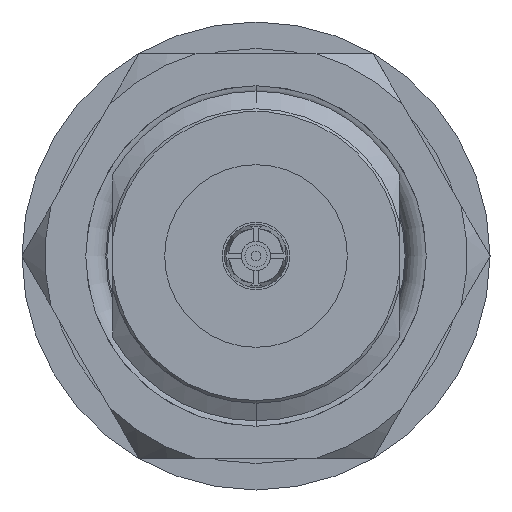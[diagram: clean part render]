
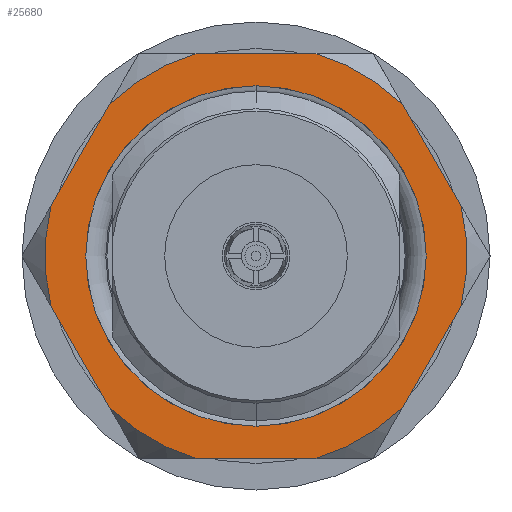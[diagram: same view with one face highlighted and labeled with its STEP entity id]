
A CAD part, left-side view. The second image highlights one B-rep face of the part: STEP entity #25680.
In plain terms, the highlighted face is planar.
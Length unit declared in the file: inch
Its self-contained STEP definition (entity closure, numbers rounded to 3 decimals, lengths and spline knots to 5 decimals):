
#98 = AXIS2_PLACEMENT_3D ( 'NONE', #15073, #8821, #4375 ) ;
#148 = VECTOR ( 'NONE', #11077, 39.37008 ) ;
#164 = VERTEX_POINT ( 'NONE', #10525 ) ;
#260 = DIRECTION ( 'NONE',  ( -0.5, 0., 0.866 ) ) ;
#388 = CARTESIAN_POINT ( 'NONE',  ( 0.10913, 0.061, -0.375 ) ) ;
#484 = CIRCLE ( 'NONE', #27248, 0.39056 ) ;
#1060 = LINE ( 'NONE', #22292, #7815 ) ;
#2432 = VERTEX_POINT ( 'NONE', #24060 ) ;
#3172 = AXIS2_PLACEMENT_3D ( 'NONE', #4654, #6859, #18096 ) ;
#3222 = EDGE_CURVE ( 'NONE', #7341, #15429, #20241, .T. ) ;
#3270 = DIRECTION ( 'NONE',  ( 0., 0., -1. ) ) ;
#3440 = VERTEX_POINT ( 'NONE', #10558 ) ;
#3730 = DIRECTION ( 'NONE',  ( -0.5, 0., 0.866 ) ) ;
#3737 = DIRECTION ( 'NONE',  ( 0., 0., -1. ) ) ;
#4133 = CARTESIAN_POINT ( 'NONE',  ( 0.21651, 0.061, -0.375 ) ) ;
#4375 = DIRECTION ( 'NONE',  ( 0., 0., -1. ) ) ;
#4409 = CIRCLE ( 'NONE', #9418, 0.39056 ) ;
#4651 = VECTOR ( 'NONE', #4788, 39.37008 ) ;
#4654 = CARTESIAN_POINT ( 'NONE',  ( 0., 0.061, 0. ) ) ;
#4699 = CARTESIAN_POINT ( 'NONE',  ( -0.21651, 0.061, -0.375 ) ) ;
#4788 = DIRECTION ( 'NONE',  ( 0.5, 0., 0.866 ) ) ;
#5244 = EDGE_CURVE ( 'NONE', #9343, #19360, #1060, .T. ) ;
#6012 = CARTESIAN_POINT ( 'NONE',  ( 0., 0.061, 0. ) ) ;
#6054 = DIRECTION ( 'NONE',  ( 0.5, 0., 0.866 ) ) ;
#6095 = AXIS2_PLACEMENT_3D ( 'NONE', #14254, #16446, #3270 ) ;
#6452 = DIRECTION ( 'NONE',  ( 0., 1., 0. ) ) ;
#6588 = EDGE_CURVE ( 'NONE', #164, #3440, #14612, .T. ) ;
#6629 = CIRCLE ( 'NONE', #14345, 0.315 ) ;
#6701 = CARTESIAN_POINT ( 'NONE',  ( -0.10913, 0.061, 0.375 ) ) ;
#6859 = DIRECTION ( 'NONE',  ( 0., -1., 0. ) ) ;
#6928 = FACE_OUTER_BOUND ( 'NONE', #14293, .T. ) ;
#7341 = VERTEX_POINT ( 'NONE', #16153 ) ;
#7375 = DIRECTION ( 'NONE',  ( 0., 1., 0. ) ) ;
#7443 = DIRECTION ( 'NONE',  ( 0., 1., 0. ) ) ;
#7599 = ORIENTED_EDGE ( 'NONE', *, *, #8158, .F. ) ;
#7780 = DIRECTION ( 'NONE',  ( 0., -1., 0. ) ) ;
#7815 = VECTOR ( 'NONE', #9014, 39.37008 ) ;
#8009 = CARTESIAN_POINT ( 'NONE',  ( 0., 0.061, 0. ) ) ;
#8158 = EDGE_CURVE ( 'NONE', #22780, #19708, #14440, .T. ) ;
#8405 = LINE ( 'NONE', #12877, #9404 ) ;
#8821 = DIRECTION ( 'NONE',  ( 0., -1., 0. ) ) ;
#8974 = LINE ( 'NONE', #4699, #148 ) ;
#9014 = DIRECTION ( 'NONE',  ( -1., 0., 0. ) ) ;
#9343 = VERTEX_POINT ( 'NONE', #23912 ) ;
#9404 = VECTOR ( 'NONE', #260, 39.37008 ) ;
#9418 = AXIS2_PLACEMENT_3D ( 'NONE', #8009, #17113, #3737 ) ;
#9422 = CARTESIAN_POINT ( 'NONE',  ( 0., 0.061, 0. ) ) ;
#9793 = EDGE_CURVE ( 'NONE', #12906, #12959, #4409, .T. ) ;
#9986 = VECTOR ( 'NONE', #3730, 39.37008 ) ;
#10141 = ORIENTED_EDGE ( 'NONE', *, *, #5244, .F. ) ;
#10468 = CIRCLE ( 'NONE', #16879, 0.39056 ) ;
#10525 = CARTESIAN_POINT ( 'NONE',  ( -0.2702, 0.061, -0.28201 ) ) ;
#10558 = CARTESIAN_POINT ( 'NONE',  ( -0.10913, 0.061, -0.375 ) ) ;
#10824 = ORIENTED_EDGE ( 'NONE', *, *, #16598, .F. ) ;
#11077 = DIRECTION ( 'NONE',  ( 1., 0., 0. ) ) ;
#11203 = PLANE ( 'NONE',  #22978 ) ;
#11312 = DIRECTION ( 'NONE',  ( 0., 0., -1. ) ) ;
#11346 = FACE_BOUND ( 'NONE', #25501, .T. ) ;
#11373 = ORIENTED_EDGE ( 'NONE', *, *, #12212, .T. ) ;
#11525 = EDGE_CURVE ( 'NONE', #164, #19708, #8405, .T. ) ;
#11813 = CARTESIAN_POINT ( 'NONE',  ( 0.2702, 0.061, 0.28201 ) ) ;
#12212 = EDGE_CURVE ( 'NONE', #22780, #18572, #14572, .T. ) ;
#12635 = ORIENTED_EDGE ( 'NONE', *, *, #22232, .F. ) ;
#12877 = CARTESIAN_POINT ( 'NONE',  ( -0.21651, 0.061, -0.375 ) ) ;
#12906 = VERTEX_POINT ( 'NONE', #388 ) ;
#12959 = VERTEX_POINT ( 'NONE', #16002 ) ;
#13058 = LINE ( 'NONE', #4133, #21562 ) ;
#13122 = ORIENTED_EDGE ( 'NONE', *, *, #6588, .F. ) ;
#13149 = CARTESIAN_POINT ( 'NONE',  ( 0.37932, 0.061, -0.09299 ) ) ;
#13505 = EDGE_CURVE ( 'NONE', #9343, #15429, #484, .T. ) ;
#13772 = EDGE_CURVE ( 'NONE', #3440, #12906, #8974, .T. ) ;
#14254 = CARTESIAN_POINT ( 'NONE',  ( 0., 0.061, 0. ) ) ;
#14293 = EDGE_LOOP ( 'NONE', ( #23844, #18745, #13122, #15581, #7599, #11373, #24332, #10141, #23991, #21107, #12635, #15487 ) ) ;
#14345 = AXIS2_PLACEMENT_3D ( 'NONE', #9422, #7443, #22624 ) ;
#14426 = EDGE_CURVE ( 'NONE', #19360, #18572, #21914, .T. ) ;
#14440 = CIRCLE ( 'NONE', #98, 0.39056 ) ;
#14534 = CARTESIAN_POINT ( 'NONE',  ( 0.43301, 0.061, 0. ) ) ;
#14572 = LINE ( 'NONE', #17946, #4651 ) ;
#14612 = CIRCLE ( 'NONE', #3172, 0.39056 ) ;
#14738 = VERTEX_POINT ( 'NONE', #19754 ) ;
#15073 = CARTESIAN_POINT ( 'NONE',  ( 0., 0.061, 0. ) ) ;
#15429 = VERTEX_POINT ( 'NONE', #11813 ) ;
#15487 = ORIENTED_EDGE ( 'NONE', *, *, #26612, .F. ) ;
#15581 = ORIENTED_EDGE ( 'NONE', *, *, #11525, .T. ) ;
#15819 = VERTEX_POINT ( 'NONE', #13149 ) ;
#16002 = CARTESIAN_POINT ( 'NONE',  ( 0.2702, 0.061, -0.28201 ) ) ;
#16153 = CARTESIAN_POINT ( 'NONE',  ( 0.37932, 0.061, 0.09299 ) ) ;
#16446 = DIRECTION ( 'NONE',  ( 0., -1., 0. ) ) ;
#16598 = EDGE_CURVE ( 'NONE', #2432, #14738, #6629, .T. ) ;
#16879 = AXIS2_PLACEMENT_3D ( 'NONE', #6012, #7780, #27460 ) ;
#17113 = DIRECTION ( 'NONE',  ( 0., -1., 0. ) ) ;
#17795 = CIRCLE ( 'NONE', #24106, 0.315 ) ;
#17946 = CARTESIAN_POINT ( 'NONE',  ( -0.43301, 0.061, 0. ) ) ;
#18096 = DIRECTION ( 'NONE',  ( 0., 0., -1. ) ) ;
#18097 = CARTESIAN_POINT ( 'NONE',  ( -0.37932, 0.061, 0.09299 ) ) ;
#18572 = VERTEX_POINT ( 'NONE', #23446 ) ;
#18745 = ORIENTED_EDGE ( 'NONE', *, *, #13772, .F. ) ;
#19223 = CARTESIAN_POINT ( 'NONE',  ( 0., 0.061, 0. ) ) ;
#19360 = VERTEX_POINT ( 'NONE', #6701 ) ;
#19708 = VERTEX_POINT ( 'NONE', #23535 ) ;
#19754 = CARTESIAN_POINT ( 'NONE',  ( 0., 0.061, 0.315 ) ) ;
#20241 = LINE ( 'NONE', #14534, #9986 ) ;
#20450 = CARTESIAN_POINT ( 'NONE',  ( 0., 0.061, 0. ) ) ;
#21107 = ORIENTED_EDGE ( 'NONE', *, *, #3222, .F. ) ;
#21562 = VECTOR ( 'NONE', #6054, 39.37008 ) ;
#21914 = CIRCLE ( 'NONE', #6095, 0.39056 ) ;
#22077 = DIRECTION ( 'NONE',  ( 0., -1., 0. ) ) ;
#22232 = EDGE_CURVE ( 'NONE', #15819, #7341, #10468, .T. ) ;
#22292 = CARTESIAN_POINT ( 'NONE',  ( 0.21651, 0.061, 0.375 ) ) ;
#22624 = DIRECTION ( 'NONE',  ( 0., 0., 1. ) ) ;
#22780 = VERTEX_POINT ( 'NONE', #18097 ) ;
#22978 = AXIS2_PLACEMENT_3D ( 'NONE', #26672, #22077, #11312 ) ;
#23446 = CARTESIAN_POINT ( 'NONE',  ( -0.2702, 0.061, 0.28201 ) ) ;
#23535 = CARTESIAN_POINT ( 'NONE',  ( -0.37932, 0.061, -0.09299 ) ) ;
#23844 = ORIENTED_EDGE ( 'NONE', *, *, #9793, .F. ) ;
#23912 = CARTESIAN_POINT ( 'NONE',  ( 0.10913, 0.061, 0.375 ) ) ;
#23991 = ORIENTED_EDGE ( 'NONE', *, *, #13505, .T. ) ;
#24060 = CARTESIAN_POINT ( 'NONE',  ( 0., 0.061, -0.315 ) ) ;
#24106 = AXIS2_PLACEMENT_3D ( 'NONE', #19223, #6452, #28274 ) ;
#24332 = ORIENTED_EDGE ( 'NONE', *, *, #14426, .F. ) ;
#24372 = DIRECTION ( 'NONE',  ( 0., 0., 1. ) ) ;
#25050 = ORIENTED_EDGE ( 'NONE', *, *, #27809, .F. ) ;
#25501 = EDGE_LOOP ( 'NONE', ( #25050, #10824 ) ) ;
#25680 = ADVANCED_FACE ( 'NONE', ( #11346, #6928 ), #11203, .F. ) ;
#26612 = EDGE_CURVE ( 'NONE', #12959, #15819, #13058, .T. ) ;
#26672 = CARTESIAN_POINT ( 'NONE',  ( -0.64952, 0.061, 0.375 ) ) ;
#27248 = AXIS2_PLACEMENT_3D ( 'NONE', #20450, #7375, #24372 ) ;
#27460 = DIRECTION ( 'NONE',  ( 0., 0., -1. ) ) ;
#27809 = EDGE_CURVE ( 'NONE', #14738, #2432, #17795, .T. ) ;
#28274 = DIRECTION ( 'NONE',  ( 0., 0., 1. ) ) ;
